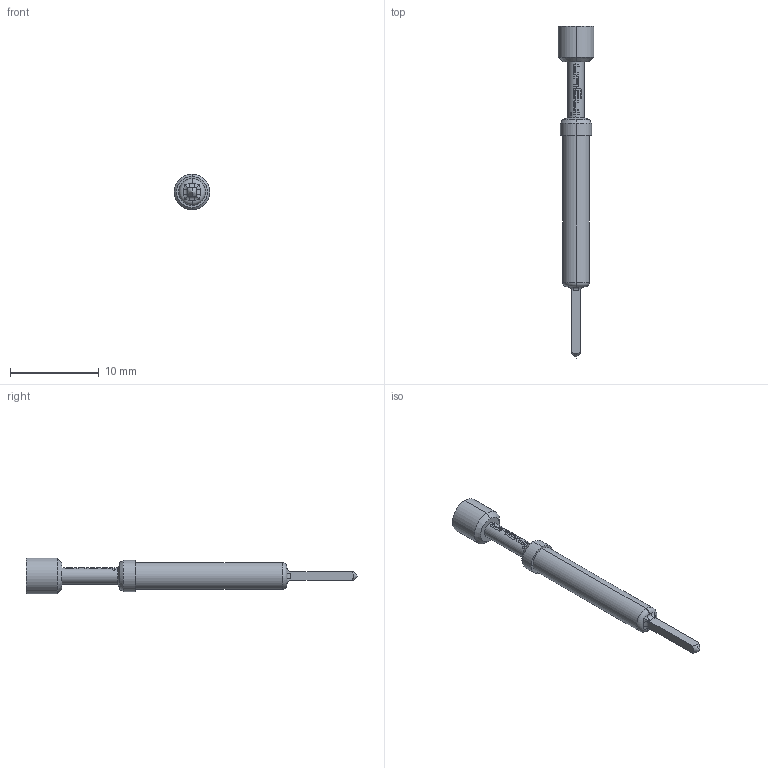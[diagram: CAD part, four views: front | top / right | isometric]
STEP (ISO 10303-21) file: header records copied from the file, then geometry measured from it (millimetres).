
FILE_DESCRIPTION (( 'STEP AP203' ), '1' );
FILE_NAME ('INGUN_GKS-103_103_400_A_xx02_W.STEP', '2021-12-14T13:56:03', ( 'ochi' ), ( '' ), 'SwSTEP 2.0', 'SolidWorks 2018', '' );
FILE_SCHEMA (( 'CONFIG_CONTROL_DESIGN' ));
Length unit declared in the file: millimetre
Products named in the file (1): INGUN_GKS-103_103_400_A_xx02_W
Bounding box: 4 x 37.3 x 4 mm (x, y, z)
Volume: 201.6 mm3; surface area: 331.8 mm2
Topology: 1 solids, 1 shells, 123 faces, 340 edges, 218 vertices
Faces by surface type: bspline 50, cylinder 31, plane 30, cone 10, torus 2
Entity records: 5380 total; most frequent: CARTESIAN_POINT 2809, ORIENTED_EDGE 672, EDGE_CURVE 336, DIRECTION 276, B_SPLINE_CURVE_WITH_KNOTS 248, VERTEX_POINT 218, EDGE_LOOP 126, FACE_OUTER_BOUND 123
